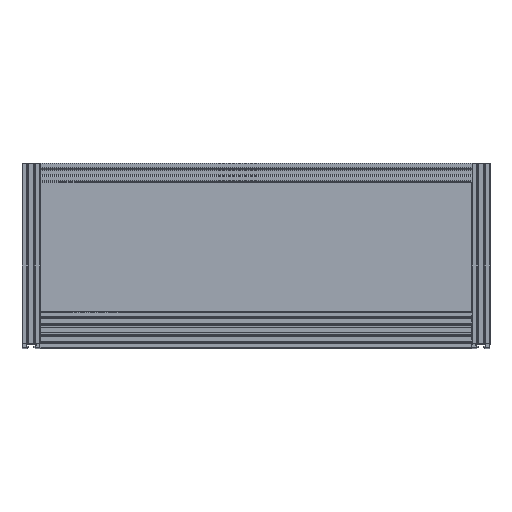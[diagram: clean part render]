
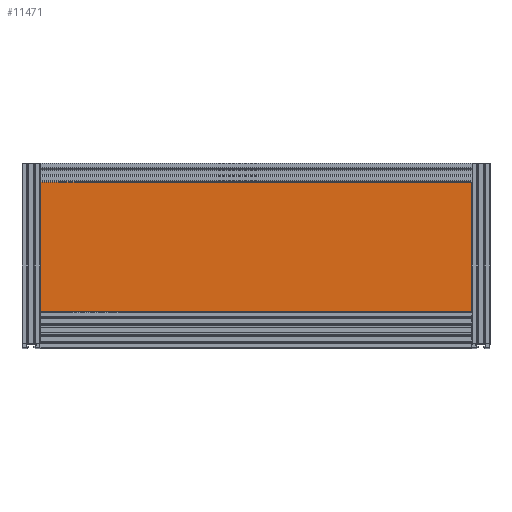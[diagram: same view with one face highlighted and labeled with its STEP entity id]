
A CAD part, top view. The second image highlights one B-rep face of the part: STEP entity #11471.
In plain terms, the highlighted planar face has unit normal (0, 0, 1).
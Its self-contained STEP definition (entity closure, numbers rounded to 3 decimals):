
#281=PLANE('',#12348);
#721=FACE_OUTER_BOUND('',#1360,.T.);
#1360=EDGE_LOOP('',(#8761,#8762,#8763,#8764));
#2143=LINE('',#17633,#3382);
#2146=LINE('',#17639,#3385);
#2149=LINE('',#17645,#3388);
#2152=LINE('',#17649,#3391);
#3382=VECTOR('',#14216,10.);
#3385=VECTOR('',#14221,10.);
#3388=VECTOR('',#14226,10.);
#3391=VECTOR('',#14231,10.);
#5096=VERTEX_POINT('',#17630);
#5097=VERTEX_POINT('',#17632);
#5099=VERTEX_POINT('',#17638);
#5101=VERTEX_POINT('',#17644);
#6447=EDGE_CURVE('',#5097,#5096,#2143,.T.);
#6450=EDGE_CURVE('',#5099,#5097,#2146,.T.);
#6453=EDGE_CURVE('',#5101,#5099,#2149,.T.);
#6456=EDGE_CURVE('',#5096,#5101,#2152,.T.);
#8761=ORIENTED_EDGE('',*,*,#6456,.T.);
#8762=ORIENTED_EDGE('',*,*,#6453,.T.);
#8763=ORIENTED_EDGE('',*,*,#6450,.T.);
#8764=ORIENTED_EDGE('',*,*,#6447,.T.);
#11471=ADVANCED_FACE('',(#721),#281,.T.);
#12348=AXIS2_PLACEMENT_3D('',#17650,#14232,#14233);
#14216=DIRECTION('',(0.,-1.,0.));
#14221=DIRECTION('',(-1.,0.,0.));
#14226=DIRECTION('',(0.,1.,0.));
#14231=DIRECTION('',(1.,0.,0.));
#14232=DIRECTION('center_axis',(0.,0.,1.));
#14233=DIRECTION('ref_axis',(1.,0.,0.));
#17630=CARTESIAN_POINT('',(-91.588,274.16,6.));
#17632=CARTESIAN_POINT('',(-91.588,430.16,6.));
#17633=CARTESIAN_POINT('',(-91.588,274.16,6.));
#17638=CARTESIAN_POINT('',(400.412,430.16,6.));
#17639=CARTESIAN_POINT('',(-91.588,430.16,6.));
#17644=CARTESIAN_POINT('',(400.412,274.16,6.));
#17645=CARTESIAN_POINT('',(400.412,430.16,6.));
#17649=CARTESIAN_POINT('',(400.412,274.16,6.));
#17650=CARTESIAN_POINT('Origin',(154.412,352.16,6.));
